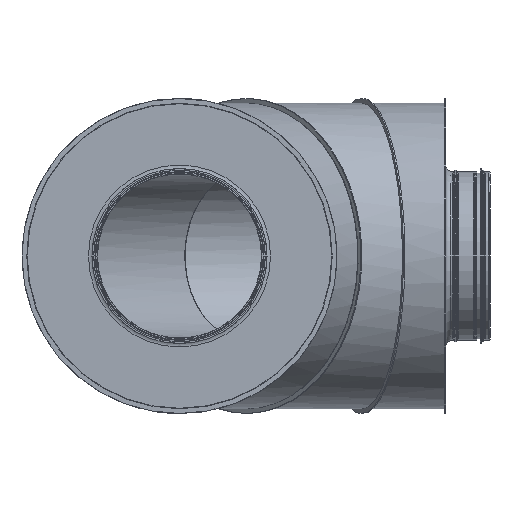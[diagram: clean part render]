
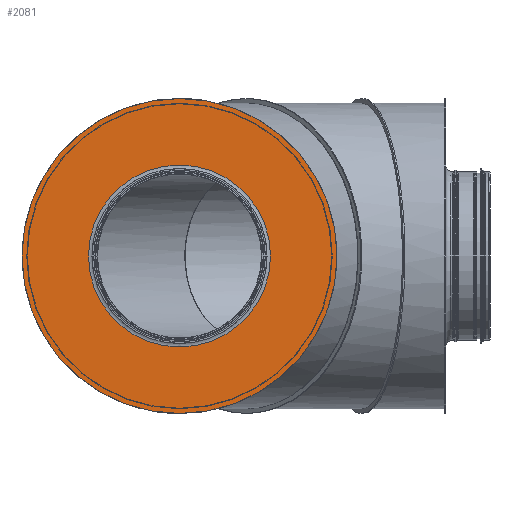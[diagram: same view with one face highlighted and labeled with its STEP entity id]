
A CAD part, front view. The second image highlights one B-rep face of the part: STEP entity #2081.
In plain terms, the highlighted planar face has unit normal (0, -1, 0).
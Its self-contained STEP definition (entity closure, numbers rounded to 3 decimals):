
#290=PLANE('',#2387);
#397=FACE_BOUND('',#843,.T.);
#567=FACE_OUTER_BOUND('',#842,.T.);
#842=EDGE_LOOP('',(#1814));
#843=EDGE_LOOP('',(#1815));
#1008=CIRCLE('',#2340,134.45);
#1019=CIRCLE('',#2386,232.7);
#1163=VERTEX_POINT('',#4636);
#1193=VERTEX_POINT('',#5793);
#1366=EDGE_CURVE('',#1163,#1163,#1008,.T.);
#1410=EDGE_CURVE('',#1193,#1193,#1019,.T.);
#1814=ORIENTED_EDGE('',*,*,#1410,.F.);
#1815=ORIENTED_EDGE('',*,*,#1366,.F.);
#2081=ADVANCED_FACE('',(#567,#397),#290,.F.);
#2340=AXIS2_PLACEMENT_3D('',#4637,#2887,#2888);
#2386=AXIS2_PLACEMENT_3D('',#5794,#2986,#2987);
#2387=AXIS2_PLACEMENT_3D('',#5795,#2988,#2989);
#2887=DIRECTION('center_axis',(0.,-1.,0.));
#2888=DIRECTION('ref_axis',(1.,0.,0.));
#2986=DIRECTION('center_axis',(0.,1.,0.));
#2987=DIRECTION('ref_axis',(-1.,0.,0.));
#2988=DIRECTION('center_axis',(0.,1.,0.));
#2989=DIRECTION('ref_axis',(0.,0.,1.));
#4636=CARTESIAN_POINT('',(-234.05,-25.,0.));
#4637=CARTESIAN_POINT('Origin',(-368.5,-25.,0.));
#5793=CARTESIAN_POINT('',(-135.8,-25.,0.));
#5794=CARTESIAN_POINT('Origin',(-368.5,-25.,0.));
#5795=CARTESIAN_POINT('Origin',(-143.5,-25.,0.));
